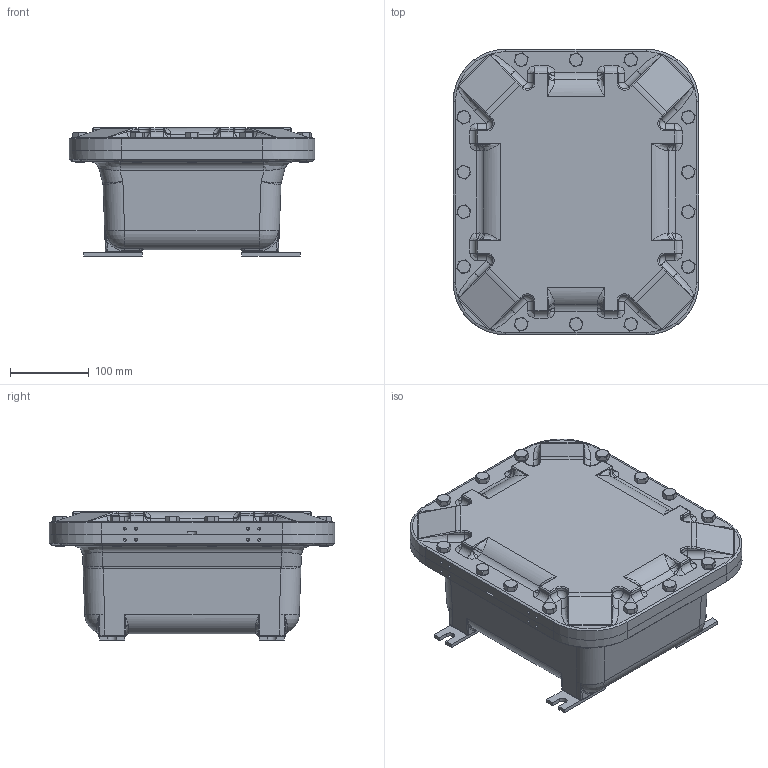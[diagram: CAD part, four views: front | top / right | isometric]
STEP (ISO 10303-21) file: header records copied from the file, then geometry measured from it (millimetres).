
FILE_DESCRIPTION(/* description */ (''),/* implementation_level */ '2;1');
FILE_NAME(/* name */ 'KIL_EXB-8104 N34.stp',/* time_stamp */ '2017-11-21T14:30:50+05:00',/* author */ ('ypadmaraja'),/* organization */ (''),/* preprocessor_version */ 'ST-DEVELOPER v16.13',/* originating_system */ 'Autodesk Inventor 2018',/* authorisation */ '');
FILE_SCHEMA (('AUTOMOTIVE_DESIGN { 1 0 10303 214 3 1 1 }'));
Length unit declared in the file: inch
Products named in the file (7): EXB-8104 N34; 17444; 15682; 15688; 15703; 0725115B; 14729-gasket-01
Assembly tree (29 placements, depth 2):
  EXB-8104 N34
    17444
    15682
    15688  x4
    15703  x8
    0725115B  x14
    14729-gasket-01
Bounding box: 312.74 x 363.54 x 163.24 mm (x, y, z)
Volume: 5534446.9 mm3; surface area: 775009.5 mm2
Topology: 29 solids, 30 shells, 1793 faces, 4357 edges, 2702 vertices
Faces by surface type: plane 822, bspline 397, cylinder 320, cone 146, torus 64, sphere 44
Full cylindrical faces by diameter (mm): 3.797 x8, 3.962 x4, 4.978 x8, 6.144 x8, 6.35 x4, 7.144 x8, 7.798 x4, 9.144 x14, 11.125 x14, 11.906 x14, 13.494 x8, 15.367 x14
Entity records: 46423 total; most frequent: CARTESIAN_POINT 15792, ORIENTED_EDGE 6388, DIRECTION 5325, EDGE_CURVE 3194, VERTEX_POINT 2055, AXIS2_PLACEMENT_3D 1780, LINE 1765, VECTOR 1765
